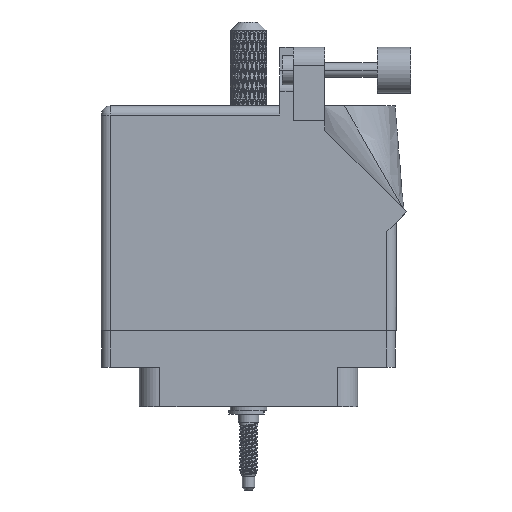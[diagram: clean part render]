
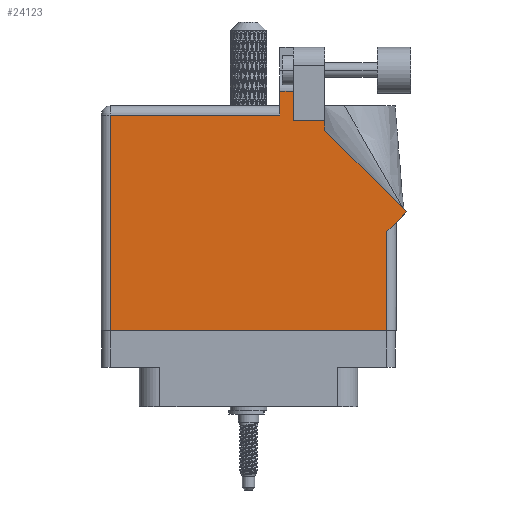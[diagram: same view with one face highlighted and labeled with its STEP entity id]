
A CAD part, front view. The second image highlights one B-rep face of the part: STEP entity #24123.
In plain terms, the highlighted face is planar.
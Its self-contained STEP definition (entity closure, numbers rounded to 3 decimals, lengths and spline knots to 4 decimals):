
#1105 = VECTOR ( 'NONE', #82817, 39.3701 ) ;
#3872 = LINE ( 'NONE', #50827, #11611 ) ;
#5924 = LINE ( 'NONE', #36254, #81535 ) ;
#6775 = LINE ( 'NONE', #101087, #104132 ) ;
#7630 = DIRECTION ( 'NONE',  ( 1., 0., 0. ) ) ;
#10412 = VERTEX_POINT ( 'NONE', #54966 ) ;
#11611 = VECTOR ( 'NONE', #83094, 39.3701 ) ;
#15573 = VERTEX_POINT ( 'NONE', #77936 ) ;
#18338 = VERTEX_POINT ( 'NONE', #18934 ) ;
#18934 = CARTESIAN_POINT ( 'NONE',  ( 0.943, -0.1, 0.455 ) ) ;
#21633 = CARTESIAN_POINT ( 'NONE',  ( 0.519, 1.33, 0.455 ) ) ;
#23376 = ORIENTED_EDGE ( 'NONE', *, *, #101592, .T. ) ;
#24123 = ADVANCED_FACE ( 'NONE', ( #84851 ), #51929, .F. ) ;
#25811 = CARTESIAN_POINT ( 'NONE',  ( 0.519, 1.2644, 0.455 ) ) ;
#26764 = CARTESIAN_POINT ( 'NONE',  ( -1.005, 1.43, 0.455 ) ) ;
#29329 = CARTESIAN_POINT ( 'NONE',  ( -0.943, -0.1, 0.455 ) ) ;
#29783 = VERTEX_POINT ( 'NONE', #38607 ) ;
#30594 = ORIENTED_EDGE ( 'NONE', *, *, #79509, .T. ) ;
#32618 = CARTESIAN_POINT ( 'NONE',  ( -1.005, -0.1, 0.455 ) ) ;
#32958 = ORIENTED_EDGE ( 'NONE', *, *, #88345, .T. ) ;
#33164 = LINE ( 'NONE', #82550, #55010 ) ;
#34080 = DIRECTION ( 'NONE',  ( 0., 1., 0. ) ) ;
#34855 = CARTESIAN_POINT ( 'NONE',  ( 0.943, 0.637, 0.455 ) ) ;
#34965 = LINE ( 'NONE', #103843, #100302 ) ;
#36254 = CARTESIAN_POINT ( 'NONE',  ( -1.005, 1.368, 0.455 ) ) ;
#38607 = CARTESIAN_POINT ( 'NONE',  ( 1.0757, 0.7077, 0.455 ) ) ;
#38947 = CARTESIAN_POINT ( 'NONE',  ( 0.943, 0.575, 0.455 ) ) ;
#39353 = VECTOR ( 'NONE', #47745, 39.3701 ) ;
#42914 = DIRECTION ( 'NONE',  ( -1., 0., 0. ) ) ;
#43082 = VERTEX_POINT ( 'NONE', #52452 ) ;
#44283 = VERTEX_POINT ( 'NONE', #93944 ) ;
#45542 = VERTEX_POINT ( 'NONE', #29329 ) ;
#47745 = DIRECTION ( 'NONE',  ( -1., 0., 0. ) ) ;
#50827 = CARTESIAN_POINT ( 'NONE',  ( 0.306, 1.33, 0.455 ) ) ;
#51741 = DIRECTION ( 'NONE',  ( -1., 0., 0. ) ) ;
#51929 = PLANE ( 'NONE',  #59501 ) ;
#52103 = DIRECTION ( 'NONE',  ( 0.707, 0.707, 0. ) ) ;
#52452 = CARTESIAN_POINT ( 'NONE',  ( 0.306, 1.33, 0.455 ) ) ;
#54045 = VECTOR ( 'NONE', #83673, 39.3701 ) ;
#54966 = CARTESIAN_POINT ( 'NONE',  ( 0.306, 1.5315, 0.455 ) ) ;
#55010 = VECTOR ( 'NONE', #90699, 39.3701 ) ;
#55417 = ORIENTED_EDGE ( 'NONE', *, *, #73092, .T. ) ;
#55706 = VECTOR ( 'NONE', #7630, 39.3701 ) ;
#55918 = DIRECTION ( 'NONE',  ( 0., -1., 0. ) ) ;
#58107 = EDGE_LOOP ( 'NONE', ( #30594, #87162, #32958, #55417, #85183, #70178, #72593, #96866, #89812, #69760, #23376 ) ) ;
#58419 = CARTESIAN_POINT ( 'NONE',  ( 1.0757, 0.7077, 0.455 ) ) ;
#58623 = VERTEX_POINT ( 'NONE', #91150 ) ;
#59122 = EDGE_CURVE ( 'NONE', #44283, #45542, #34965, .T. ) ;
#59501 = AXIS2_PLACEMENT_3D ( 'NONE', #26764, #67714, #42914 ) ;
#60954 = DIRECTION ( 'NONE',  ( -1., 0., 0. ) ) ;
#61659 = CARTESIAN_POINT ( 'NONE',  ( 0.6368, 1.5315, 0.455 ) ) ;
#67637 = VERTEX_POINT ( 'NONE', #79212 ) ;
#67714 = DIRECTION ( 'NONE',  ( 0., 0., -1. ) ) ;
#69339 = CARTESIAN_POINT ( 'NONE',  ( 0.519, 1.33, 0.455 ) ) ;
#69760 = ORIENTED_EDGE ( 'NONE', *, *, #101859, .T. ) ;
#70178 = ORIENTED_EDGE ( 'NONE', *, *, #76236, .T. ) ;
#70922 = VECTOR ( 'NONE', #60954, 39.3701 ) ;
#72593 = ORIENTED_EDGE ( 'NONE', *, *, #78418, .T. ) ;
#73092 = EDGE_CURVE ( 'NONE', #15573, #44283, #5924, .T. ) ;
#75214 = VECTOR ( 'NONE', #34080, 39.3701 ) ;
#75892 = LINE ( 'NONE', #34855, #54045 ) ;
#76236 = EDGE_CURVE ( 'NONE', #45542, #18338, #97890, .T. ) ;
#77782 = LINE ( 'NONE', #25811, #75214 ) ;
#77936 = CARTESIAN_POINT ( 'NONE',  ( 0.212, 1.368, 0.455 ) ) ;
#78418 = EDGE_CURVE ( 'NONE', #18338, #92762, #75892, .T. ) ;
#79212 = CARTESIAN_POINT ( 'NONE',  ( 0.212, 1.5315, 0.455 ) ) ;
#79509 = EDGE_CURVE ( 'NONE', #43082, #10412, #3872, .T. ) ;
#81535 = VECTOR ( 'NONE', #51741, 39.3701 ) ;
#82550 = CARTESIAN_POINT ( 'NONE',  ( 0.212, 1.43, 0.455 ) ) ;
#82817 = DIRECTION ( 'NONE',  ( -0.707, 0.707, 0. ) ) ;
#83094 = DIRECTION ( 'NONE',  ( 0., 1., 0. ) ) ;
#83673 = DIRECTION ( 'NONE',  ( 0., 1., 0. ) ) ;
#83998 = EDGE_CURVE ( 'NONE', #92762, #29783, #6775, .T. ) ;
#84851 = FACE_OUTER_BOUND ( 'NONE', #58107, .T. ) ;
#85183 = ORIENTED_EDGE ( 'NONE', *, *, #59122, .T. ) ;
#87162 = ORIENTED_EDGE ( 'NONE', *, *, #105955, .T. ) ;
#88327 = LINE ( 'NONE', #58419, #1105 ) ;
#88345 = EDGE_CURVE ( 'NONE', #67637, #15573, #33164, .T. ) ;
#89812 = ORIENTED_EDGE ( 'NONE', *, *, #96742, .T. ) ;
#90663 = LINE ( 'NONE', #21633, #39353 ) ;
#90699 = DIRECTION ( 'NONE',  ( 0., -1., 0. ) ) ;
#91150 = CARTESIAN_POINT ( 'NONE',  ( 0.519, 1.2644, 0.455 ) ) ;
#92762 = VERTEX_POINT ( 'NONE', #38947 ) ;
#93243 = VERTEX_POINT ( 'NONE', #69339 ) ;
#93944 = CARTESIAN_POINT ( 'NONE',  ( -0.943, 1.368, 0.455 ) ) ;
#96742 = EDGE_CURVE ( 'NONE', #29783, #58623, #88327, .T. ) ;
#96866 = ORIENTED_EDGE ( 'NONE', *, *, #83998, .T. ) ;
#97746 = LINE ( 'NONE', #61659, #70922 ) ;
#97890 = LINE ( 'NONE', #32618, #55706 ) ;
#100302 = VECTOR ( 'NONE', #55918, 39.3701 ) ;
#101087 = CARTESIAN_POINT ( 'NONE',  ( 1.005, 0.637, 0.455 ) ) ;
#101592 = EDGE_CURVE ( 'NONE', #93243, #43082, #90663, .T. ) ;
#101859 = EDGE_CURVE ( 'NONE', #58623, #93243, #77782, .T. ) ;
#103843 = CARTESIAN_POINT ( 'NONE',  ( -0.943, -0.1, 0.455 ) ) ;
#104132 = VECTOR ( 'NONE', #52103, 39.3701 ) ;
#105955 = EDGE_CURVE ( 'NONE', #10412, #67637, #97746, .T. ) ;
